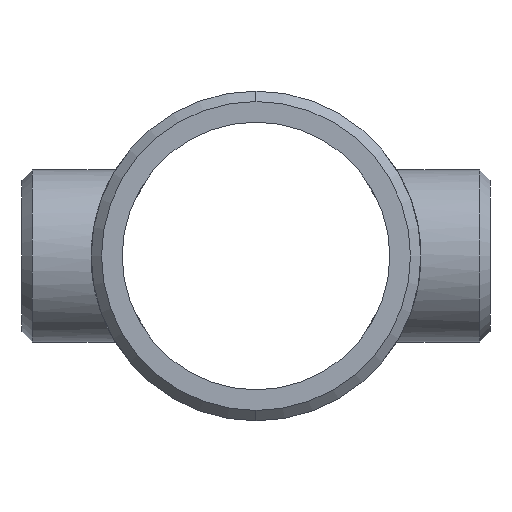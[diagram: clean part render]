
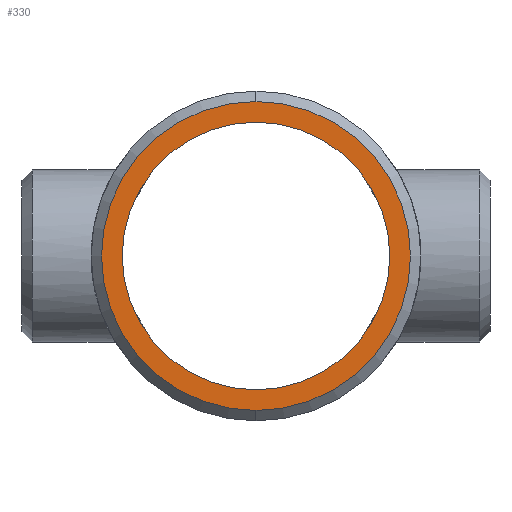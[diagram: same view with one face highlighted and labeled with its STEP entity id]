
A CAD part, left-side view. The second image highlights one B-rep face of the part: STEP entity #330.
In plain terms, the highlighted planar face has unit normal (-1, 0, 0).
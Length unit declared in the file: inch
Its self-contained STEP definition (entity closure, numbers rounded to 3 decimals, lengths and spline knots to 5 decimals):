
#33 = CIRCLE ( 'NONE', #465, 4.04183 ) ;
#43 = EDGE_LOOP ( 'NONE', ( #1083, #230 ) ) ;
#44 = EDGE_CURVE ( 'NONE', #920, #835, #33, .T. ) ;
#101 = AXIS2_PLACEMENT_3D ( 'NONE', #924, #433, #421 ) ;
#222 = CARTESIAN_POINT ( 'NONE',  ( -7., 0., 0. ) ) ;
#230 = ORIENTED_EDGE ( 'NONE', *, *, #405, .T. ) ;
#240 = FACE_OUTER_BOUND ( 'NONE', #348, .T. ) ;
#241 = ORIENTED_EDGE ( 'NONE', *, *, #1184, .T. ) ;
#280 = CARTESIAN_POINT ( 'NONE',  ( -7., 0., 0. ) ) ;
#330 = ADVANCED_FACE ( 'NONE', ( #240, #1118 ), #628, .T. ) ;
#348 = EDGE_LOOP ( 'NONE', ( #241, #1247 ) ) ;
#387 = AXIS2_PLACEMENT_3D ( 'NONE', #280, #473, #1057 ) ;
#405 = EDGE_CURVE ( 'NONE', #948, #716, #443, .T. ) ;
#420 = CIRCLE ( 'NONE', #387, 3.5005 ) ;
#421 = DIRECTION ( 'NONE',  ( 0., 0., 1. ) ) ;
#433 = DIRECTION ( 'NONE',  ( 1., 0., 0. ) ) ;
#443 = CIRCLE ( 'NONE', #101, 3.5005 ) ;
#454 = CARTESIAN_POINT ( 'NONE',  ( -7., 0., 4.04183 ) ) ;
#465 = AXIS2_PLACEMENT_3D ( 'NONE', #1115, #723, #514 ) ;
#473 = DIRECTION ( 'NONE',  ( 1., 0., 0. ) ) ;
#494 = DIRECTION ( 'NONE',  ( 0., 0., 1. ) ) ;
#514 = DIRECTION ( 'NONE',  ( 0., 0., 1. ) ) ;
#523 = AXIS2_PLACEMENT_3D ( 'NONE', #539, #826, #728 ) ;
#539 = CARTESIAN_POINT ( 'NONE',  ( -7., 0., 0. ) ) ;
#541 = EDGE_CURVE ( 'NONE', #716, #948, #420, .T. ) ;
#628 = PLANE ( 'NONE',  #523 ) ;
#640 = CARTESIAN_POINT ( 'NONE',  ( -7., 0., 3.5005 ) ) ;
#690 = CARTESIAN_POINT ( 'NONE',  ( -7., 0., -3.5005 ) ) ;
#716 = VERTEX_POINT ( 'NONE', #640 ) ;
#723 = DIRECTION ( 'NONE',  ( -1., 0., 0. ) ) ;
#728 = DIRECTION ( 'NONE',  ( 0., 0., -1. ) ) ;
#826 = DIRECTION ( 'NONE',  ( -1., 0., 0. ) ) ;
#835 = VERTEX_POINT ( 'NONE', #1159 ) ;
#920 = VERTEX_POINT ( 'NONE', #454 ) ;
#924 = CARTESIAN_POINT ( 'NONE',  ( -7., 0., 0. ) ) ;
#948 = VERTEX_POINT ( 'NONE', #690 ) ;
#960 = AXIS2_PLACEMENT_3D ( 'NONE', #222, #989, #494 ) ;
#989 = DIRECTION ( 'NONE',  ( -1., 0., 0. ) ) ;
#1026 = CIRCLE ( 'NONE', #960, 4.04183 ) ;
#1057 = DIRECTION ( 'NONE',  ( 0., 0., 1. ) ) ;
#1083 = ORIENTED_EDGE ( 'NONE', *, *, #541, .T. ) ;
#1115 = CARTESIAN_POINT ( 'NONE',  ( -7., 0., 0. ) ) ;
#1118 = FACE_BOUND ( 'NONE', #43, .T. ) ;
#1159 = CARTESIAN_POINT ( 'NONE',  ( -7., 0., -4.04183 ) ) ;
#1184 = EDGE_CURVE ( 'NONE', #835, #920, #1026, .T. ) ;
#1247 = ORIENTED_EDGE ( 'NONE', *, *, #44, .T. ) ;
